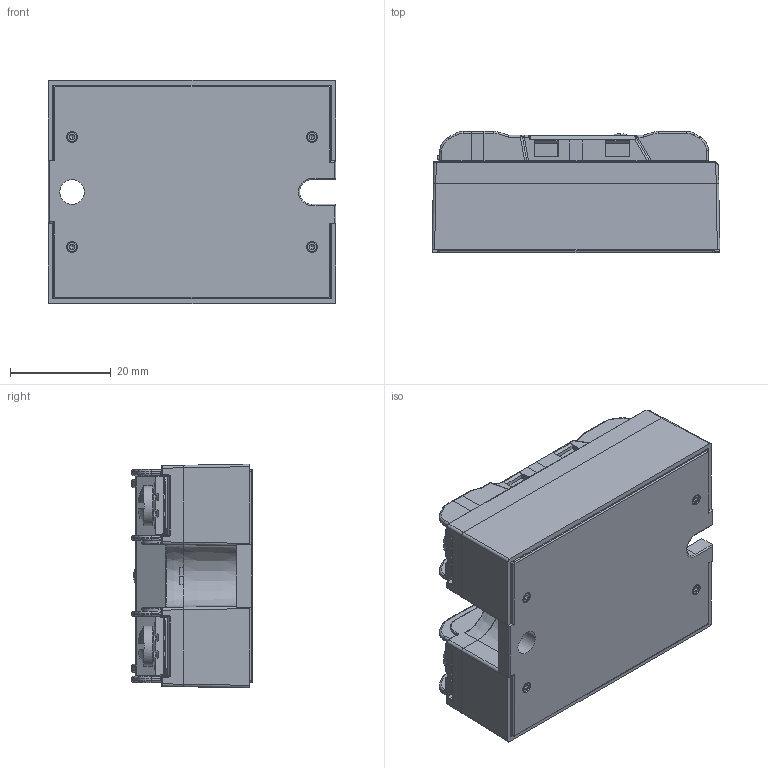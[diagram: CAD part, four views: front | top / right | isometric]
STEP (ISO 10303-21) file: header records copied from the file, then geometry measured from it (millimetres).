
FILE_DESCRIPTION (( 'STEP AP214' ), '1' );
FILE_NAME ('110702.STEP', '2019-08-13T18:29:12', ( '' ), ( '' ), 'SwSTEP 2.0', 'SolidWorks 2017', '' );
FILE_SCHEMA (( 'AUTOMOTIVE_DESIGN' ));
Length unit declared in the file: inch
Products named in the file (18): 110702; 18976-L_with cut and bend; 06-501 Rev C_004; 19207 REV7_004; 18972; 18455 Drive Stud Rev.A; 18978; 16832 BasePlate S1 Rev.D; 18974; 512560-2 HSA 110-125 Amp_2_25A; 6-32_CAPTIVE_WASHER; 18971; Final Assy New S1 Rev 1.SLDDRW_Default_25A; 18976-R_with cut and bend; 6-32_SCREW; 8-32_SCREW; 18973; 8-32_CAPTIVE_WASHER
Assembly tree (24 placements, depth 4):
  110702
    Final Assy New S1 Rev 1.SLDDRW_Default_25A
      18978
      512560-2 HSA 110-125 Amp_2_25A
        18976-R_with cut and bend
        18976-L_with cut and bend
        16832 BasePlate S1 Rev.D
    18971  x2
    18972  x2
    18455 Drive Stud Rev.A  x4
    18974  x2
      8-32_SCREW
      8-32_CAPTIVE_WASHER
    18973  x2
      6-32_SCREW
      6-32_CAPTIVE_WASHER
    19207 REV7_004
    06-501 Rev C_004
Bounding box: 57.15 x 24 x 44.45 mm (x, y, z)
Volume: 22324.5 mm3; surface area: 29498.7 mm2
Topology: 22 solids, 22 shells, 9397 faces, 23634 edges, 15103 vertices
Faces by surface type: plane 6308, cylinder 1690, cone 457, bspline 446, torus 316, sphere 180
Entity records: 194252 total; most frequent: CARTESIAN_POINT 48765, ORIENTED_EDGE 31350, DIRECTION 27644, EDGE_CURVE 15675, VECTOR 11230, LINE 11230, VERTEX_POINT 9978, AXIS2_PLACEMENT_3D 8207
